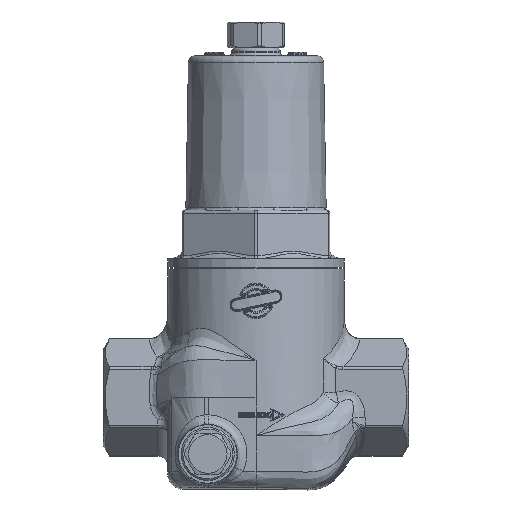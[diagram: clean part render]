
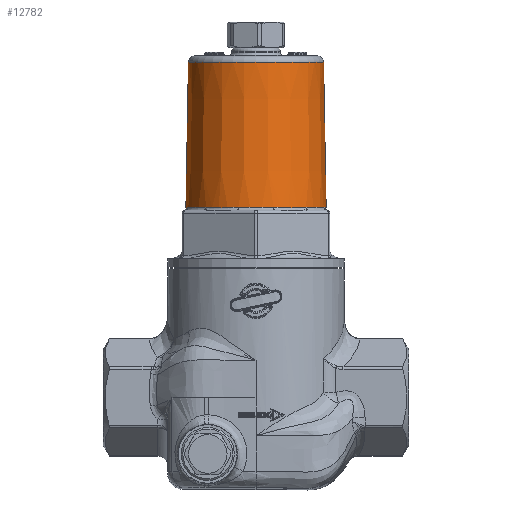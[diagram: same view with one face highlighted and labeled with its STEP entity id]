
A CAD part, top view. The second image highlights one B-rep face of the part: STEP entity #12782.
In plain terms, the highlighted conical face has half-angle 1 degrees and reference radius 21.55 mm.
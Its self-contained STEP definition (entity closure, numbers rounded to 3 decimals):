
#503=CONICAL_SURFACE('',#13640,21.55,0.017);
#927=B_SPLINE_CURVE_WITH_KNOTS('',3,(#20069,#20070,#20071,#20072,#20073,
#20074),.UNSPECIFIED.,.F.,.F.,(4,1,1,4),(-3.142,-1.346,
0.449,3.142),.UNSPECIFIED.);
#929=B_SPLINE_CURVE_WITH_KNOTS('',3,(#20120,#20121,#20122,#20123,#20124,
#20125),.UNSPECIFIED.,.F.,.F.,(4,1,1,4),(-3.142,-1.346,
0.449,3.142),.UNSPECIFIED.);
#931=B_SPLINE_CURVE_WITH_KNOTS('',3,(#20171,#20172,#20173,#20174,#20175,
#20176),.UNSPECIFIED.,.F.,.F.,(4,1,1,4),(-3.142,-1.346,
0.449,3.142),.UNSPECIFIED.);
#933=B_SPLINE_CURVE_WITH_KNOTS('',3,(#20222,#20223,#20224,#20225,#20226,
#20227),.UNSPECIFIED.,.F.,.F.,(4,1,1,4),(-3.142,-1.346,
0.449,3.142),.UNSPECIFIED.);
#935=B_SPLINE_CURVE_WITH_KNOTS('',3,(#20273,#20274,#20275,#20276,#20277,
#20278),.UNSPECIFIED.,.F.,.F.,(4,1,1,4),(-3.142,-1.346,
0.449,3.142),.UNSPECIFIED.);
#937=B_SPLINE_CURVE_WITH_KNOTS('',3,(#20322,#20323,#20324,#20325,#20326),
 .UNSPECIFIED.,.F.,.F.,(4,1,4),(-3.142,-1.346,0.),
 .UNSPECIFIED.);
#938=B_SPLINE_CURVE_WITH_KNOTS('',3,(#20327,#20328,#20329,#20330,#20331),
 .UNSPECIFIED.,.F.,.F.,(4,1,4),(0.,0.449,
3.142),.UNSPECIFIED.);
#1865=LINE('',#20381,#2261);
#2261=VECTOR('',#14863,21.55);
#2867=FACE_OUTER_BOUND('',#3698,.T.);
#3698=EDGE_LOOP('',(#9069,#9070,#9071,#9072,#9073,#9074,#9075,#9076,#9077,
#9078,#9079,#9080,#9081,#9082,#9083,#9084));
#4441=CIRCLE('',#13600,21.821);
#4445=CIRCLE('',#13605,21.821);
#4449=CIRCLE('',#13610,21.821);
#4453=CIRCLE('',#13615,21.821);
#4457=CIRCLE('',#13620,21.821);
#4461=CIRCLE('',#13625,21.821);
#4468=CIRCLE('',#13641,21.034);
#5136=VERTEX_POINT('',#20028);
#5139=VERTEX_POINT('',#20033);
#5141=VERTEX_POINT('',#20067);
#5143=VERTEX_POINT('',#20084);
#5145=VERTEX_POINT('',#20118);
#5147=VERTEX_POINT('',#20135);
#5149=VERTEX_POINT('',#20169);
#5151=VERTEX_POINT('',#20186);
#5153=VERTEX_POINT('',#20220);
#5155=VERTEX_POINT('',#20237);
#5157=VERTEX_POINT('',#20271);
#5159=VERTEX_POINT('',#20288);
#5160=VERTEX_POINT('',#20321);
#5173=VERTEX_POINT('',#20379);
#6558=EDGE_CURVE('',#5139,#5136,#4441,.T.);
#6560=EDGE_CURVE('',#5141,#5139,#927,.T.);
#6564=EDGE_CURVE('',#5143,#5141,#4445,.T.);
#6566=EDGE_CURVE('',#5145,#5143,#929,.T.);
#6570=EDGE_CURVE('',#5147,#5145,#4449,.T.);
#6572=EDGE_CURVE('',#5149,#5147,#931,.T.);
#6576=EDGE_CURVE('',#5151,#5149,#4453,.T.);
#6578=EDGE_CURVE('',#5153,#5151,#933,.T.);
#6582=EDGE_CURVE('',#5155,#5153,#4457,.T.);
#6584=EDGE_CURVE('',#5157,#5155,#935,.T.);
#6588=EDGE_CURVE('',#5159,#5157,#4461,.T.);
#6589=EDGE_CURVE('',#5136,#5160,#937,.T.);
#6590=EDGE_CURVE('',#5160,#5159,#938,.T.);
#6612=EDGE_CURVE('',#5173,#5173,#4468,.T.);
#6613=EDGE_CURVE('',#5173,#5160,#1865,.T.);
#9069=ORIENTED_EDGE('',*,*,#6612,.F.);
#9070=ORIENTED_EDGE('',*,*,#6613,.T.);
#9071=ORIENTED_EDGE('',*,*,#6589,.F.);
#9072=ORIENTED_EDGE('',*,*,#6558,.F.);
#9073=ORIENTED_EDGE('',*,*,#6560,.F.);
#9074=ORIENTED_EDGE('',*,*,#6564,.F.);
#9075=ORIENTED_EDGE('',*,*,#6566,.F.);
#9076=ORIENTED_EDGE('',*,*,#6570,.F.);
#9077=ORIENTED_EDGE('',*,*,#6572,.F.);
#9078=ORIENTED_EDGE('',*,*,#6576,.F.);
#9079=ORIENTED_EDGE('',*,*,#6578,.F.);
#9080=ORIENTED_EDGE('',*,*,#6582,.F.);
#9081=ORIENTED_EDGE('',*,*,#6584,.F.);
#9082=ORIENTED_EDGE('',*,*,#6588,.F.);
#9083=ORIENTED_EDGE('',*,*,#6590,.F.);
#9084=ORIENTED_EDGE('',*,*,#6613,.F.);
#12782=ADVANCED_FACE('',(#2867),#503,.T.);
#13600=AXIS2_PLACEMENT_3D('',#20035,#14765,#14766);
#13605=AXIS2_PLACEMENT_3D('',#20086,#14775,#14776);
#13610=AXIS2_PLACEMENT_3D('',#20137,#14785,#14786);
#13615=AXIS2_PLACEMENT_3D('',#20188,#14795,#14796);
#13620=AXIS2_PLACEMENT_3D('',#20239,#14805,#14806);
#13625=AXIS2_PLACEMENT_3D('',#20290,#14815,#14816);
#13640=AXIS2_PLACEMENT_3D('',#20378,#14859,#14860);
#13641=AXIS2_PLACEMENT_3D('',#20380,#14861,#14862);
#14765=DIRECTION('center_axis',(0.,-1.,0.));
#14766=DIRECTION('ref_axis',(-1.,0.,0.));
#14775=DIRECTION('center_axis',(0.,-1.,0.));
#14776=DIRECTION('ref_axis',(-1.,0.,0.));
#14785=DIRECTION('center_axis',(0.,-1.,0.));
#14786=DIRECTION('ref_axis',(-1.,0.,0.));
#14795=DIRECTION('center_axis',(0.,-1.,0.));
#14796=DIRECTION('ref_axis',(-1.,0.,0.));
#14805=DIRECTION('center_axis',(0.,-1.,0.));
#14806=DIRECTION('ref_axis',(-1.,0.,0.));
#14815=DIRECTION('center_axis',(0.,-1.,0.));
#14816=DIRECTION('ref_axis',(-1.,0.,0.));
#14859=DIRECTION('center_axis',(0.,-1.,0.));
#14860=DIRECTION('ref_axis',(-1.,0.,0.));
#14861=DIRECTION('center_axis',(0.,1.,0.));
#14862=DIRECTION('ref_axis',(1.,0.,0.));
#14863=DIRECTION('',(0.017,-1.,0.));
#20028=CARTESIAN_POINT('',(21.036,59.183,-5.799));
#20033=CARTESIAN_POINT('',(15.54,59.183,-15.318));
#20035=CARTESIAN_POINT('Origin',(0.,59.183,
0.));
#20067=CARTESIAN_POINT('',(5.496,59.183,-21.117));
#20069=CARTESIAN_POINT('Ctrl Pts',(5.496,59.183,-21.117));
#20070=CARTESIAN_POINT('Ctrl Pts',(6.579,59.183,-20.835));
#20071=CARTESIAN_POINT('Ctrl Pts',(8.698,59.047,-20.109));
#20072=CARTESIAN_POINT('Ctrl Pts',(12.174,58.949,-18.278));
#20073=CARTESIAN_POINT('Ctrl Pts',(14.362,59.183,-16.513));
#20074=CARTESIAN_POINT('Ctrl Pts',(15.54,59.183,-15.318));
#20084=CARTESIAN_POINT('',(-5.496,59.183,-21.117));
#20086=CARTESIAN_POINT('Origin',(0.,59.183,
0.));
#20118=CARTESIAN_POINT('',(-15.54,59.183,-15.318));
#20120=CARTESIAN_POINT('Ctrl Pts',(-15.54,59.183,-15.318));
#20121=CARTESIAN_POINT('Ctrl Pts',(-14.755,59.183,-16.115));
#20122=CARTESIAN_POINT('Ctrl Pts',(-13.066,59.047,-17.587));
#20123=CARTESIAN_POINT('Ctrl Pts',(-9.742,58.949,-19.682));
#20124=CARTESIAN_POINT('Ctrl Pts',(-7.12,59.183,-20.695));
#20125=CARTESIAN_POINT('Ctrl Pts',(-5.496,59.183,-21.117));
#20135=CARTESIAN_POINT('',(-21.036,59.183,-5.799));
#20137=CARTESIAN_POINT('Origin',(0.,59.183,
0.));
#20169=CARTESIAN_POINT('',(-21.036,59.183,5.799));
#20171=CARTESIAN_POINT('Ctrl Pts',(-21.036,59.183,5.799));
#20172=CARTESIAN_POINT('Ctrl Pts',(-21.333,59.183,4.72));
#20173=CARTESIAN_POINT('Ctrl Pts',(-21.764,59.047,2.522));
#20174=CARTESIAN_POINT('Ctrl Pts',(-21.916,58.949,-1.404));
#20175=CARTESIAN_POINT('Ctrl Pts',(-21.482,59.183,-4.181));
#20176=CARTESIAN_POINT('Ctrl Pts',(-21.036,59.183,-5.799));
#20186=CARTESIAN_POINT('',(-15.54,59.183,15.318));
#20188=CARTESIAN_POINT('Origin',(0.,59.183,
0.));
#20220=CARTESIAN_POINT('',(-5.496,59.183,21.117));
#20222=CARTESIAN_POINT('Ctrl Pts',(-5.496,59.183,21.117));
#20223=CARTESIAN_POINT('Ctrl Pts',(-6.579,59.183,20.835));
#20224=CARTESIAN_POINT('Ctrl Pts',(-8.698,59.047,20.109));
#20225=CARTESIAN_POINT('Ctrl Pts',(-12.174,58.949,18.278));
#20226=CARTESIAN_POINT('Ctrl Pts',(-14.362,59.183,16.513));
#20227=CARTESIAN_POINT('Ctrl Pts',(-15.54,59.183,15.318));
#20237=CARTESIAN_POINT('',(5.496,59.183,21.117));
#20239=CARTESIAN_POINT('Origin',(0.,59.183,
0.));
#20271=CARTESIAN_POINT('',(15.54,59.183,15.318));
#20273=CARTESIAN_POINT('Ctrl Pts',(15.54,59.183,15.318));
#20274=CARTESIAN_POINT('Ctrl Pts',(14.755,59.183,16.115));
#20275=CARTESIAN_POINT('Ctrl Pts',(13.066,59.047,17.587));
#20276=CARTESIAN_POINT('Ctrl Pts',(9.742,58.949,19.682));
#20277=CARTESIAN_POINT('Ctrl Pts',(7.12,59.183,20.695));
#20278=CARTESIAN_POINT('Ctrl Pts',(5.496,59.183,21.117));
#20288=CARTESIAN_POINT('',(21.036,59.183,5.799));
#20290=CARTESIAN_POINT('Origin',(0.,59.183,
0.));
#20321=CARTESIAN_POINT('',(21.824,59.005,0.));
#20322=CARTESIAN_POINT('Ctrl Pts',(21.036,59.183,-5.799));
#20323=CARTESIAN_POINT('Ctrl Pts',(21.333,59.183,-4.72));
#20324=CARTESIAN_POINT('Ctrl Pts',(21.71,59.064,-2.796));
#20325=CARTESIAN_POINT('Ctrl Pts',(21.824,59.006,-0.839));
#20326=CARTESIAN_POINT('Ctrl Pts',(21.824,59.005,0.));
#20327=CARTESIAN_POINT('Ctrl Pts',(21.824,59.005,0.));
#20328=CARTESIAN_POINT('Ctrl Pts',(21.824,59.004,0.28));
#20329=CARTESIAN_POINT('Ctrl Pts',(21.786,59.019,2.237));
#20330=CARTESIAN_POINT('Ctrl Pts',(21.482,59.183,4.181));
#20331=CARTESIAN_POINT('Ctrl Pts',(21.036,59.183,5.799));
#20378=CARTESIAN_POINT('Origin',(0.,74.7,
0.));
#20379=CARTESIAN_POINT('',(21.034,104.269,0.));
#20380=CARTESIAN_POINT('Origin',(0.,104.269,
0.));
#20381=CARTESIAN_POINT('',(21.55,74.7,0.));
